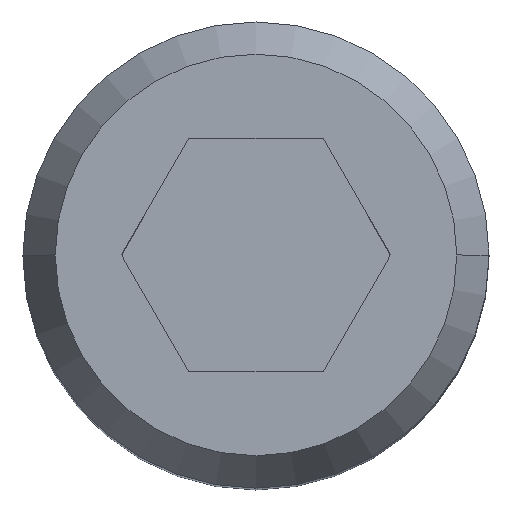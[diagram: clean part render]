
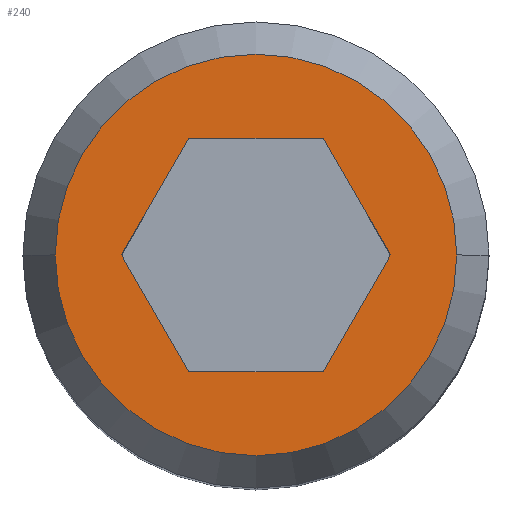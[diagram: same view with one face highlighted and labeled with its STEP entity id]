
A CAD part, top view. The second image highlights one B-rep face of the part: STEP entity #240.
In plain terms, the highlighted planar face has unit normal (0, 0, 1).
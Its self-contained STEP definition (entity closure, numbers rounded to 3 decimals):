
#116=EDGE_CURVE('',#210,#254,#297,.T.);
#146=EDGE_CURVE('',#174,#154,#332,.T.);
#150=VERTEX_POINT('',#336);
#154=VERTEX_POINT('',#340);
#158=EDGE_CURVE('',#154,#194,#344,.T.);
#174=VERTEX_POINT('',#361);
#192=EDGE_CURVE('',#194,#228,#383,.T.);
#194=VERTEX_POINT('',#385);
#202=EDGE_CURVE('',#254,#210,#394,.T.);
#210=VERTEX_POINT('',#402);
#218=EDGE_CURVE('',#228,#262,#410,.T.);
#226=EDGE_CURVE('',#150,#174,#420,.T.);
#228=VERTEX_POINT('',#422);
#240=ADVANCED_FACE('',(#435,#436),#437,.T.);
#248=EDGE_CURVE('',#262,#150,#445,.T.);
#254=VERTEX_POINT('',#453);
#262=VERTEX_POINT('',#463);
#297=CIRCLE('',#497,5.47);
#332=LINE('',#542,#543);
#336=CARTESIAN_POINT('',(-3.666,0.,38.1));
#340=CARTESIAN_POINT('',(1.833,3.175,38.1));
#344=LINE('',#561,#562);
#361=CARTESIAN_POINT('',(-1.833,3.175,38.1));
#383=LINE('',#611,#612);
#385=CARTESIAN_POINT('',(3.666,0.,38.1));
#394=CIRCLE('',#627,5.47);
#402=CARTESIAN_POINT('',(-5.47,0.,38.1));
#410=LINE('',#651,#652);
#420=LINE('',#663,#664);
#422=CARTESIAN_POINT('',(1.833,-3.175,38.1));
#435=FACE_BOUND('',#685,.T.);
#436=FACE_OUTER_BOUND('',#686,.T.);
#437=PLANE('',#687);
#445=LINE('',#699,#700);
#453=CARTESIAN_POINT('',(5.47,0.,38.1));
#463=CARTESIAN_POINT('',(-1.833,-3.175,38.1));
#497=AXIS2_PLACEMENT_3D('',#740,#741,#742);
#542=CARTESIAN_POINT('',(1.368,3.175,38.1));
#543=VECTOR('',#795,1.0);
#561=CARTESIAN_POINT('',(3.55,0.202,38.1));
#562=VECTOR('',#801,1.0);
#611=CARTESIAN_POINT('',(2.633,-1.789,38.1));
#612=VECTOR('',#841,1.0);
#627=AXIS2_PLACEMENT_3D('',#854,#855,#856);
#651=CARTESIAN_POINT('',(0.451,-3.175,38.1));
#652=VECTOR('',#863,1.0);
#663=CARTESIAN_POINT('',(-1.949,2.973,38.1));
#664=VECTOR('',#880,1.0);
#685=EDGE_LOOP('',(#893,#894,#895,#896,#897,#898));
#686=EDGE_LOOP('',(#899,#900));
#687=AXIS2_PLACEMENT_3D('',#901,#902,#903);
#699=CARTESIAN_POINT('',(-2.866,-1.386,38.1));
#700=VECTOR('',#908,1.0);
#740=CARTESIAN_POINT('',(0.,0.0,38.1));
#741=DIRECTION('',(0.,0.0,1.0));
#742=DIRECTION('',(1.0,0.,0.));
#795=DIRECTION('',(1.0,0.,0.));
#801=DIRECTION('',(0.5,-0.866,0.));
#841=DIRECTION('',(-0.5,-0.866,0.));
#854=CARTESIAN_POINT('',(0.,0.0,38.1));
#855=DIRECTION('',(0.,0.0,1.0));
#856=DIRECTION('',(1.0,0.,0.));
#863=DIRECTION('',(-1.0,0.,0.));
#880=DIRECTION('',(0.5,0.866,0.));
#893=ORIENTED_EDGE('',*,*,#226,.T.);
#894=ORIENTED_EDGE('',*,*,#146,.T.);
#895=ORIENTED_EDGE('',*,*,#158,.T.);
#896=ORIENTED_EDGE('',*,*,#192,.T.);
#897=ORIENTED_EDGE('',*,*,#218,.T.);
#898=ORIENTED_EDGE('',*,*,#248,.T.);
#899=ORIENTED_EDGE('',*,*,#202,.T.);
#900=ORIENTED_EDGE('',*,*,#116,.T.);
#901=CARTESIAN_POINT('',(2.735,0.,38.1));
#902=DIRECTION('',(0.,0.,1.0));
#903=DIRECTION('',(1.0,0.,0.));
#908=DIRECTION('',(-0.5,0.866,0.));
